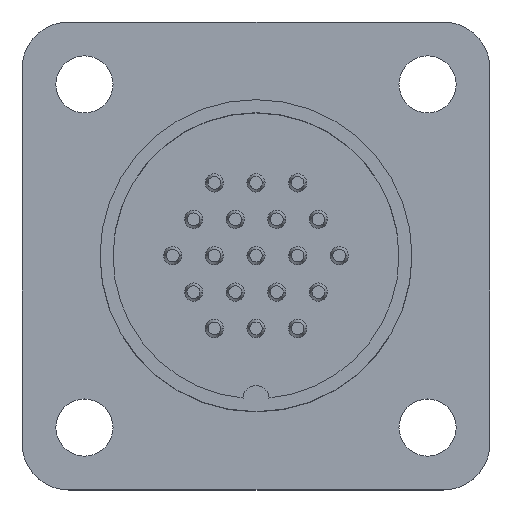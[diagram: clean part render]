
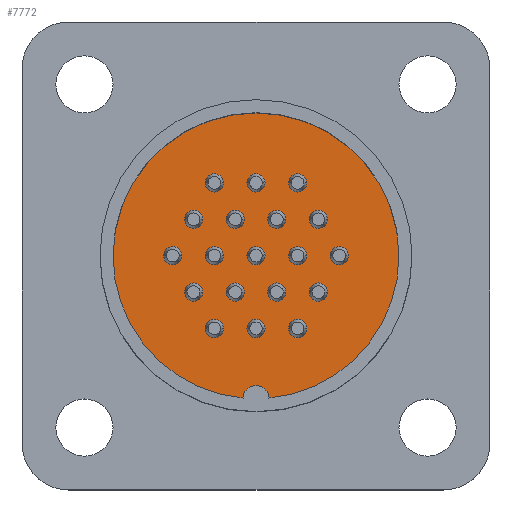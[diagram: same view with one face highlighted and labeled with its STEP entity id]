
A CAD part, top view. The second image highlights one B-rep face of the part: STEP entity #7772.
In plain terms, the highlighted planar face has unit normal (0, 0, 1).
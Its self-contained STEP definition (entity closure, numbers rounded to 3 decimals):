
#175 = DIRECTION ( 'NONE',  ( 0., 0., -1. ) ) ;
#307 = CIRCLE ( 'NONE', #9431, 5.5 ) ;
#326 = VERTEX_POINT ( 'NONE', #2591 ) ;
#1331 = DIRECTION ( 'NONE',  ( 0., 0., -1. ) ) ;
#1550 = CIRCLE ( 'NONE', #2944, 0.5 ) ;
#1589 = CARTESIAN_POINT ( 'NONE',  ( 0., -5.5, 16. ) ) ;
#1742 = PLANE ( 'NONE',  #7166 ) ;
#1811 = DIRECTION ( 'NONE',  ( 0., 0., -1. ) ) ;
#1928 = DIRECTION ( 'NONE',  ( 0., 0., -1. ) ) ;
#2344 = DIRECTION ( 'NONE',  ( -1., 0., 0. ) ) ;
#2591 = CARTESIAN_POINT ( 'NONE',  ( 0.499, -5.477, 16. ) ) ;
#2604 = EDGE_LOOP ( 'NONE', ( #2914, #3746, #4199, #5403 ) ) ;
#2609 = CARTESIAN_POINT ( 'NONE',  ( 5.5, 0., 16. ) ) ;
#2914 = ORIENTED_EDGE ( 'NONE', *, *, #5351, .F. ) ;
#2944 = AXIS2_PLACEMENT_3D ( 'NONE', #1589, #6878, #2344 ) ;
#3746 = ORIENTED_EDGE ( 'NONE', *, *, #5097, .F. ) ;
#4184 = AXIS2_PLACEMENT_3D ( 'NONE', #6462, #1928, #7196 ) ;
#4199 = ORIENTED_EDGE ( 'NONE', *, *, #8565, .F. ) ;
#4631 = CARTESIAN_POINT ( 'NONE',  ( 0., 0., 16. ) ) ;
#5097 = EDGE_CURVE ( 'NONE', #8557, #326, #9190, .T. ) ;
#5194 = CARTESIAN_POINT ( 'NONE',  ( -0.499, -5.477, 16. ) ) ;
#5351 = EDGE_CURVE ( 'NONE', #326, #5735, #1550, .T. ) ;
#5403 = ORIENTED_EDGE ( 'NONE', *, *, #8336, .F. ) ;
#5418 = DIRECTION ( 'NONE',  ( -1., 0., 0. ) ) ;
#5735 = VERTEX_POINT ( 'NONE', #5194 ) ;
#5852 = CARTESIAN_POINT ( 'NONE',  ( 0., 0., 16. ) ) ;
#6317 = CIRCLE ( 'NONE', #4184, 5.5 ) ;
#6341 = CARTESIAN_POINT ( 'NONE',  ( -7.2, -7.2, 16. ) ) ;
#6462 = CARTESIAN_POINT ( 'NONE',  ( 0., 0., 16. ) ) ;
#6627 = DIRECTION ( 'NONE',  ( -1., 0., 0. ) ) ;
#6878 = DIRECTION ( 'NONE',  ( 0., 0., 1. ) ) ;
#7078 = DIRECTION ( 'NONE',  ( -1., 0., 0. ) ) ;
#7166 = AXIS2_PLACEMENT_3D ( 'NONE', #6341, #1811, #7078 ) ;
#7196 = DIRECTION ( 'NONE',  ( -1., 0., 0. ) ) ;
#7772 = ADVANCED_FACE ( 'NONE', ( #9161 ), #1742, .F. ) ;
#7797 = VERTEX_POINT ( 'NONE', #8518 ) ;
#8336 = EDGE_CURVE ( 'NONE', #5735, #7797, #307, .T. ) ;
#8518 = CARTESIAN_POINT ( 'NONE',  ( -5.5, 0., 16. ) ) ;
#8557 = VERTEX_POINT ( 'NONE', #2609 ) ;
#8565 = EDGE_CURVE ( 'NONE', #7797, #8557, #6317, .T. ) ;
#9161 = FACE_OUTER_BOUND ( 'NONE', #2604, .T. ) ;
#9190 = CIRCLE ( 'NONE', #9235, 5.5 ) ;
#9235 = AXIS2_PLACEMENT_3D ( 'NONE', #5852, #1331, #6627 ) ;
#9431 = AXIS2_PLACEMENT_3D ( 'NONE', #4631, #175, #5418 ) ;
